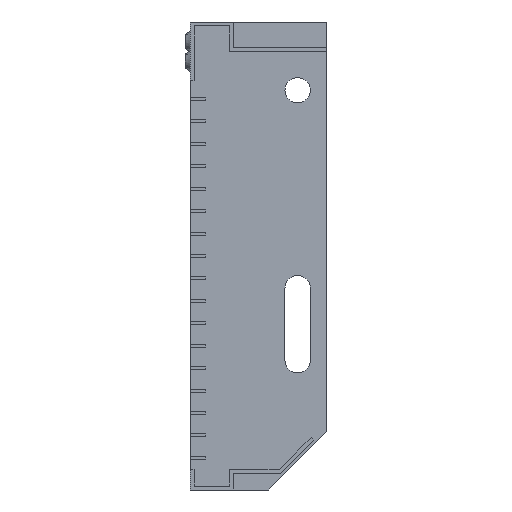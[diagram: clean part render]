
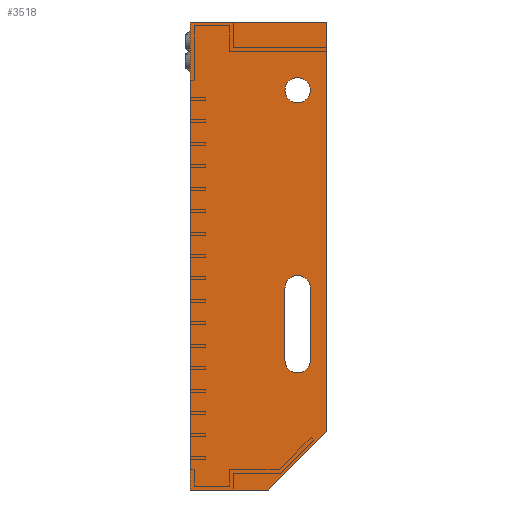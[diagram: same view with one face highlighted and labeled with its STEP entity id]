
A CAD part, left-side view. The second image highlights one B-rep face of the part: STEP entity #3518.
In plain terms, the highlighted planar face has unit normal (-1, 0, 0).
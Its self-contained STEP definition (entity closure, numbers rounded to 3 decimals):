
#115 = VERTEX_POINT ( 'NONE', #17683 ) ;
#763 = VERTEX_POINT ( 'NONE', #1185 ) ;
#765 = VERTEX_POINT ( 'NONE', #29982 ) ;
#1185 = CARTESIAN_POINT ( 'NONE',  ( -400., 30., -240. ) ) ;
#1612 = ORIENTED_EDGE ( 'NONE', *, *, #5251, .T. ) ;
#1949 = AXIS2_PLACEMENT_3D ( 'NONE', #23832, #23717, #2530 ) ;
#2530 = DIRECTION ( 'NONE',  ( 0., 0., -1. ) ) ;
#2637 = CARTESIAN_POINT ( 'NONE',  ( -400., 0., 0. ) ) ;
#3518 = ADVANCED_FACE ( 'NONE', ( #11629, #20196, #26197 ), #4672, .F. ) ;
#3722 = EDGE_CURVE ( 'NONE', #25205, #10125, #12024, .T. ) ;
#4254 = VERTEX_POINT ( 'NONE', #12012 ) ;
#4430 = CIRCLE ( 'NONE', #21708, 6.5 ) ;
#4539 = VERTEX_POINT ( 'NONE', #20816 ) ;
#4672 = PLANE ( 'NONE',  #6000 ) ;
#5237 = EDGE_LOOP ( 'NONE', ( #7423, #1612 ) ) ;
#5251 = EDGE_CURVE ( 'NONE', #17543, #8779, #4430, .T. ) ;
#5506 = AXIS2_PLACEMENT_3D ( 'NONE', #21659, #7168, #7369 ) ;
#5754 = AXIS2_PLACEMENT_3D ( 'NONE', #17086, #7784, #16878 ) ;
#6000 = AXIS2_PLACEMENT_3D ( 'NONE', #12007, #28464, #30880 ) ;
#6036 = EDGE_CURVE ( 'NONE', #4254, #18651, #10380, .T. ) ;
#6181 = DIRECTION ( 'NONE',  ( 0., 0., -1. ) ) ;
#6343 = ORIENTED_EDGE ( 'NONE', *, *, #10590, .T. ) ;
#6895 = DIRECTION ( 'NONE',  ( 0., 0., 1. ) ) ;
#7137 = EDGE_LOOP ( 'NONE', ( #6343, #17989, #15558, #21083, #12900 ) ) ;
#7168 = DIRECTION ( 'NONE',  ( 1., 0., 0. ) ) ;
#7267 = EDGE_CURVE ( 'NONE', #10708, #765, #19668, .T. ) ;
#7369 = DIRECTION ( 'NONE',  ( 0., 0., -1. ) ) ;
#7423 = ORIENTED_EDGE ( 'NONE', *, *, #13649, .T. ) ;
#7784 = DIRECTION ( 'NONE',  ( 1., 0., 0. ) ) ;
#8459 = EDGE_LOOP ( 'NONE', ( #25210, #17105, #9747, #24903, #16798 ) ) ;
#8571 = CARTESIAN_POINT ( 'NONE',  ( -400., 70., 0. ) ) ;
#8779 = VERTEX_POINT ( 'NONE', #19318 ) ;
#9747 = ORIENTED_EDGE ( 'NONE', *, *, #6036, .F. ) ;
#10125 = VERTEX_POINT ( 'NONE', #18879 ) ;
#10380 = LINE ( 'NONE', #8571, #24925 ) ;
#10570 = CARTESIAN_POINT ( 'NONE',  ( -400., 70., -240. ) ) ;
#10590 = EDGE_CURVE ( 'NONE', #15524, #10708, #21499, .T. ) ;
#10708 = VERTEX_POINT ( 'NONE', #18398 ) ;
#11629 = FACE_BOUND ( 'NONE', #7137, .T. ) ;
#11663 = DIRECTION ( 'NONE',  ( 1., 0., 0. ) ) ;
#12007 = CARTESIAN_POINT ( 'NONE',  ( -400., 0., 0. ) ) ;
#12012 = CARTESIAN_POINT ( 'NONE',  ( -400., 70., -240. ) ) ;
#12024 = LINE ( 'NONE', #13093, #24692 ) ;
#12079 = EDGE_CURVE ( 'NONE', #4539, #115, #18825, .T. ) ;
#12708 = VECTOR ( 'NONE', #19011, 1000. ) ;
#12900 = ORIENTED_EDGE ( 'NONE', *, *, #18532, .T. ) ;
#12992 = CARTESIAN_POINT ( 'NONE',  ( -400., 30., -240. ) ) ;
#13046 = LINE ( 'NONE', #12992, #17885 ) ;
#13093 = CARTESIAN_POINT ( 'NONE',  ( -400., 0., -210. ) ) ;
#13531 = CIRCLE ( 'NONE', #5506, 6.5 ) ;
#13649 = EDGE_CURVE ( 'NONE', #8779, #17543, #13531, .T. ) ;
#13764 = DIRECTION ( 'NONE',  ( 0., 0., -1. ) ) ;
#13963 = CARTESIAN_POINT ( 'NONE',  ( -400., 15., -173.5 ) ) ;
#14207 = CARTESIAN_POINT ( 'NONE',  ( -400., 8.5, -136.5 ) ) ;
#14515 = VECTOR ( 'NONE', #17478, 1000. ) ;
#15519 = VECTOR ( 'NONE', #16584, 1000. ) ;
#15524 = VERTEX_POINT ( 'NONE', #25772 ) ;
#15558 = ORIENTED_EDGE ( 'NONE', *, *, #19087, .T. ) ;
#15980 = LINE ( 'NONE', #10570, #14515 ) ;
#16584 = DIRECTION ( 'NONE',  ( 0., 0., -1. ) ) ;
#16798 = ORIENTED_EDGE ( 'NONE', *, *, #30781, .F. ) ;
#16878 = DIRECTION ( 'NONE',  ( 0., 0., -1. ) ) ;
#17086 = CARTESIAN_POINT ( 'NONE',  ( -400., 15., -173.5 ) ) ;
#17105 = ORIENTED_EDGE ( 'NONE', *, *, #29728, .F. ) ;
#17478 = DIRECTION ( 'NONE',  ( 0., 1., 0. ) ) ;
#17543 = VERTEX_POINT ( 'NONE', #29967 ) ;
#17683 = CARTESIAN_POINT ( 'NONE',  ( -400., 21.5, -136.5 ) ) ;
#17755 = VECTOR ( 'NONE', #6895, 1000. ) ;
#17885 = VECTOR ( 'NONE', #27656, 1000. ) ;
#17989 = ORIENTED_EDGE ( 'NONE', *, *, #7267, .T. ) ;
#18398 = CARTESIAN_POINT ( 'NONE',  ( -400., 8.5, -173.5 ) ) ;
#18433 = DIRECTION ( 'NONE',  ( 0., 0., -1. ) ) ;
#18532 = EDGE_CURVE ( 'NONE', #115, #15524, #26863, .T. ) ;
#18651 = VERTEX_POINT ( 'NONE', #21635 ) ;
#18825 = LINE ( 'NONE', #30460, #17755 ) ;
#18879 = CARTESIAN_POINT ( 'NONE',  ( -400., 0., -210. ) ) ;
#19011 = DIRECTION ( 'NONE',  ( 0., -1., 0. ) ) ;
#19087 = EDGE_CURVE ( 'NONE', #765, #4539, #21228, .T. ) ;
#19318 = CARTESIAN_POINT ( 'NONE',  ( -400., 15., -41.5 ) ) ;
#19668 = CIRCLE ( 'NONE', #24537, 6.5 ) ;
#19760 = EDGE_CURVE ( 'NONE', #763, #4254, #15980, .T. ) ;
#20196 = FACE_BOUND ( 'NONE', #5237, .T. ) ;
#20816 = CARTESIAN_POINT ( 'NONE',  ( -400., 21.5, -173.5 ) ) ;
#21083 = ORIENTED_EDGE ( 'NONE', *, *, #12079, .T. ) ;
#21228 = CIRCLE ( 'NONE', #5754, 6.5 ) ;
#21499 = LINE ( 'NONE', #14207, #15519 ) ;
#21635 = CARTESIAN_POINT ( 'NONE',  ( -400., 70., 0. ) ) ;
#21659 = CARTESIAN_POINT ( 'NONE',  ( -400., 15., -35. ) ) ;
#21708 = AXIS2_PLACEMENT_3D ( 'NONE', #28128, #25840, #18433 ) ;
#22823 = CARTESIAN_POINT ( 'NONE',  ( -400., 0., 0. ) ) ;
#23717 = DIRECTION ( 'NONE',  ( 1., 0., 0. ) ) ;
#23832 = CARTESIAN_POINT ( 'NONE',  ( -400., 15., -136.5 ) ) ;
#24537 = AXIS2_PLACEMENT_3D ( 'NONE', #13963, #11663, #13764 ) ;
#24692 = VECTOR ( 'NONE', #6181, 1000. ) ;
#24903 = ORIENTED_EDGE ( 'NONE', *, *, #19760, .F. ) ;
#24925 = VECTOR ( 'NONE', #29934, 1000. ) ;
#24947 = LINE ( 'NONE', #2637, #12708 ) ;
#25205 = VERTEX_POINT ( 'NONE', #22823 ) ;
#25210 = ORIENTED_EDGE ( 'NONE', *, *, #3722, .F. ) ;
#25772 = CARTESIAN_POINT ( 'NONE',  ( -400., 8.5, -136.5 ) ) ;
#25840 = DIRECTION ( 'NONE',  ( 1., 0., 0. ) ) ;
#26197 = FACE_OUTER_BOUND ( 'NONE', #8459, .T. ) ;
#26863 = CIRCLE ( 'NONE', #1949, 6.5 ) ;
#27656 = DIRECTION ( 'NONE',  ( 0., 0.707, -0.707 ) ) ;
#28128 = CARTESIAN_POINT ( 'NONE',  ( -400., 15., -35. ) ) ;
#28464 = DIRECTION ( 'NONE',  ( 1., 0., 0. ) ) ;
#29728 = EDGE_CURVE ( 'NONE', #18651, #25205, #24947, .T. ) ;
#29934 = DIRECTION ( 'NONE',  ( 0., 0., 1. ) ) ;
#29967 = CARTESIAN_POINT ( 'NONE',  ( -400., 15., -28.5 ) ) ;
#29982 = CARTESIAN_POINT ( 'NONE',  ( -400., 15., -180. ) ) ;
#30460 = CARTESIAN_POINT ( 'NONE',  ( -400., 21.5, -173.5 ) ) ;
#30781 = EDGE_CURVE ( 'NONE', #10125, #763, #13046, .T. ) ;
#30880 = DIRECTION ( 'NONE',  ( 0., 0., 1. ) ) ;
